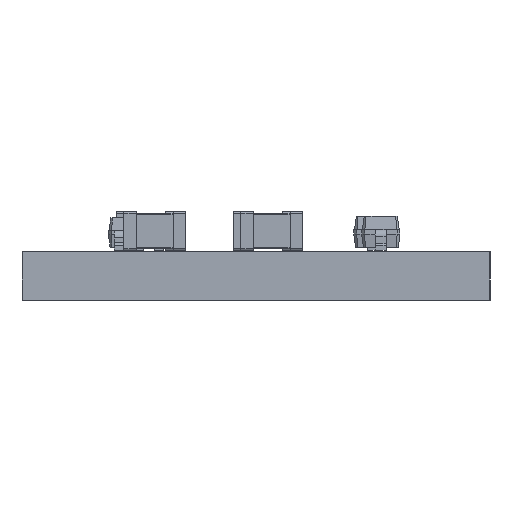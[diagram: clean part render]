
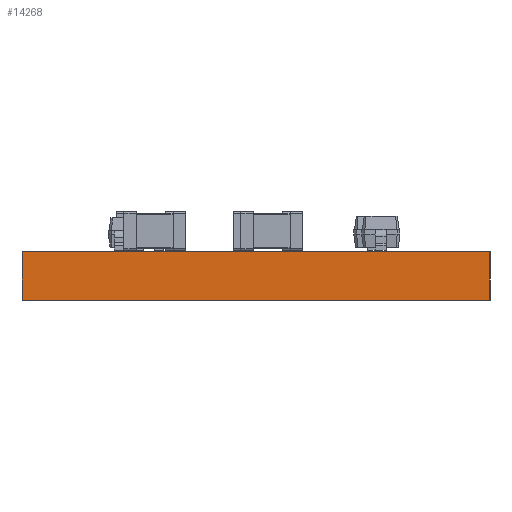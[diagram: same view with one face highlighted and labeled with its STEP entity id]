
A CAD part, left-side view. The second image highlights one B-rep face of the part: STEP entity #14268.
In plain terms, the highlighted planar face has unit normal (-1, 0, 0).
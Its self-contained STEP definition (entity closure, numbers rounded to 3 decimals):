
#14087 = PLANE('',#14088);
#14088 = AXIS2_PLACEMENT_3D('',#14089,#14090,#14091);
#14089 = CARTESIAN_POINT('',(165.1,-103.886,0.));
#14090 = DIRECTION('',(0.,-1.,0.));
#14091 = DIRECTION('',(-1.,0.,0.));
#14112 = VERTEX_POINT('',#14113);
#14113 = CARTESIAN_POINT('',(147.828,-103.886,1.58));
#14127 = PLANE('',#14128);
#14128 = AXIS2_PLACEMENT_3D('',#14129,#14130,#14131);
#14129 = CARTESIAN_POINT('',(156.464,-96.266,1.58));
#14130 = DIRECTION('',(-0.,-0.,-1.));
#14131 = DIRECTION('',(-1.,0.,0.));
#14139 = EDGE_CURVE('',#14140,#14112,#14142,.T.);
#14140 = VERTEX_POINT('',#14141);
#14141 = CARTESIAN_POINT('',(147.828,-103.886,0.));
#14142 = SURFACE_CURVE('',#14143,(#14147,#14154),.PCURVE_S1.);
#14143 = LINE('',#14144,#14145);
#14144 = CARTESIAN_POINT('',(147.828,-103.886,0.));
#14145 = VECTOR('',#14146,1.);
#14146 = DIRECTION('',(0.,0.,1.));
#14147 = PCURVE('',#14087,#14148);
#14148 = DEFINITIONAL_REPRESENTATION('',(#14149),#14153);
#14149 = LINE('',#14150,#14151);
#14150 = CARTESIAN_POINT('',(17.272,0.));
#14151 = VECTOR('',#14152,1.);
#14152 = DIRECTION('',(0.,-1.));
#14153 = ( GEOMETRIC_REPRESENTATION_CONTEXT(2) 
PARAMETRIC_REPRESENTATION_CONTEXT() REPRESENTATION_CONTEXT('2D SPACE',''
  ) );
#14154 = PCURVE('',#14155,#14160);
#14155 = PLANE('',#14156);
#14156 = AXIS2_PLACEMENT_3D('',#14157,#14158,#14159);
#14157 = CARTESIAN_POINT('',(147.828,-103.886,0.));
#14158 = DIRECTION('',(-1.,0.,0.));
#14159 = DIRECTION('',(0.,1.,0.));
#14160 = DEFINITIONAL_REPRESENTATION('',(#14161),#14165);
#14161 = LINE('',#14162,#14163);
#14162 = CARTESIAN_POINT('',(0.,0.));
#14163 = VECTOR('',#14164,1.);
#14164 = DIRECTION('',(0.,-1.));
#14165 = ( GEOMETRIC_REPRESENTATION_CONTEXT(2) 
PARAMETRIC_REPRESENTATION_CONTEXT() REPRESENTATION_CONTEXT('2D SPACE',''
  ) );
#14181 = PLANE('',#14182);
#14182 = AXIS2_PLACEMENT_3D('',#14183,#14184,#14185);
#14183 = CARTESIAN_POINT('',(156.464,-96.266,0.));
#14184 = DIRECTION('',(-0.,-0.,-1.));
#14185 = DIRECTION('',(-1.,0.,0.));
#14214 = PLANE('',#14215);
#14215 = AXIS2_PLACEMENT_3D('',#14216,#14217,#14218);
#14216 = CARTESIAN_POINT('',(147.828,-88.646,0.));
#14217 = DIRECTION('',(0.,1.,0.));
#14218 = DIRECTION('',(1.,0.,0.));
#14268 = ADVANCED_FACE('',(#14269),#14155,.T.);
#14269 = FACE_BOUND('',#14270,.T.);
#14270 = EDGE_LOOP('',(#14271,#14272,#14295,#14318));
#14271 = ORIENTED_EDGE('',*,*,#14139,.T.);
#14272 = ORIENTED_EDGE('',*,*,#14273,.T.);
#14273 = EDGE_CURVE('',#14112,#14274,#14276,.T.);
#14274 = VERTEX_POINT('',#14275);
#14275 = CARTESIAN_POINT('',(147.828,-88.646,1.58));
#14276 = SURFACE_CURVE('',#14277,(#14281,#14288),.PCURVE_S1.);
#14277 = LINE('',#14278,#14279);
#14278 = CARTESIAN_POINT('',(147.828,-103.886,1.58));
#14279 = VECTOR('',#14280,1.);
#14280 = DIRECTION('',(0.,1.,0.));
#14281 = PCURVE('',#14155,#14282);
#14282 = DEFINITIONAL_REPRESENTATION('',(#14283),#14287);
#14283 = LINE('',#14284,#14285);
#14284 = CARTESIAN_POINT('',(0.,-1.58));
#14285 = VECTOR('',#14286,1.);
#14286 = DIRECTION('',(1.,0.));
#14287 = ( GEOMETRIC_REPRESENTATION_CONTEXT(2) 
PARAMETRIC_REPRESENTATION_CONTEXT() REPRESENTATION_CONTEXT('2D SPACE',''
  ) );
#14288 = PCURVE('',#14127,#14289);
#14289 = DEFINITIONAL_REPRESENTATION('',(#14290),#14294);
#14290 = LINE('',#14291,#14292);
#14291 = CARTESIAN_POINT('',(8.636,-7.62));
#14292 = VECTOR('',#14293,1.);
#14293 = DIRECTION('',(0.,1.));
#14294 = ( GEOMETRIC_REPRESENTATION_CONTEXT(2) 
PARAMETRIC_REPRESENTATION_CONTEXT() REPRESENTATION_CONTEXT('2D SPACE',''
  ) );
#14295 = ORIENTED_EDGE('',*,*,#14296,.F.);
#14296 = EDGE_CURVE('',#14297,#14274,#14299,.T.);
#14297 = VERTEX_POINT('',#14298);
#14298 = CARTESIAN_POINT('',(147.828,-88.646,0.));
#14299 = SURFACE_CURVE('',#14300,(#14304,#14311),.PCURVE_S1.);
#14300 = LINE('',#14301,#14302);
#14301 = CARTESIAN_POINT('',(147.828,-88.646,0.));
#14302 = VECTOR('',#14303,1.);
#14303 = DIRECTION('',(0.,0.,1.));
#14304 = PCURVE('',#14155,#14305);
#14305 = DEFINITIONAL_REPRESENTATION('',(#14306),#14310);
#14306 = LINE('',#14307,#14308);
#14307 = CARTESIAN_POINT('',(15.24,0.));
#14308 = VECTOR('',#14309,1.);
#14309 = DIRECTION('',(0.,-1.));
#14310 = ( GEOMETRIC_REPRESENTATION_CONTEXT(2) 
PARAMETRIC_REPRESENTATION_CONTEXT() REPRESENTATION_CONTEXT('2D SPACE',''
  ) );
#14311 = PCURVE('',#14214,#14312);
#14312 = DEFINITIONAL_REPRESENTATION('',(#14313),#14317);
#14313 = LINE('',#14314,#14315);
#14314 = CARTESIAN_POINT('',(0.,0.));
#14315 = VECTOR('',#14316,1.);
#14316 = DIRECTION('',(0.,-1.));
#14317 = ( GEOMETRIC_REPRESENTATION_CONTEXT(2) 
PARAMETRIC_REPRESENTATION_CONTEXT() REPRESENTATION_CONTEXT('2D SPACE',''
  ) );
#14318 = ORIENTED_EDGE('',*,*,#14319,.F.);
#14319 = EDGE_CURVE('',#14140,#14297,#14320,.T.);
#14320 = SURFACE_CURVE('',#14321,(#14325,#14332),.PCURVE_S1.);
#14321 = LINE('',#14322,#14323);
#14322 = CARTESIAN_POINT('',(147.828,-103.886,0.));
#14323 = VECTOR('',#14324,1.);
#14324 = DIRECTION('',(0.,1.,0.));
#14325 = PCURVE('',#14155,#14326);
#14326 = DEFINITIONAL_REPRESENTATION('',(#14327),#14331);
#14327 = LINE('',#14328,#14329);
#14328 = CARTESIAN_POINT('',(0.,0.));
#14329 = VECTOR('',#14330,1.);
#14330 = DIRECTION('',(1.,0.));
#14331 = ( GEOMETRIC_REPRESENTATION_CONTEXT(2) 
PARAMETRIC_REPRESENTATION_CONTEXT() REPRESENTATION_CONTEXT('2D SPACE',''
  ) );
#14332 = PCURVE('',#14181,#14333);
#14333 = DEFINITIONAL_REPRESENTATION('',(#14334),#14338);
#14334 = LINE('',#14335,#14336);
#14335 = CARTESIAN_POINT('',(8.636,-7.62));
#14336 = VECTOR('',#14337,1.);
#14337 = DIRECTION('',(0.,1.));
#14338 = ( GEOMETRIC_REPRESENTATION_CONTEXT(2) 
PARAMETRIC_REPRESENTATION_CONTEXT() REPRESENTATION_CONTEXT('2D SPACE',''
  ) );
